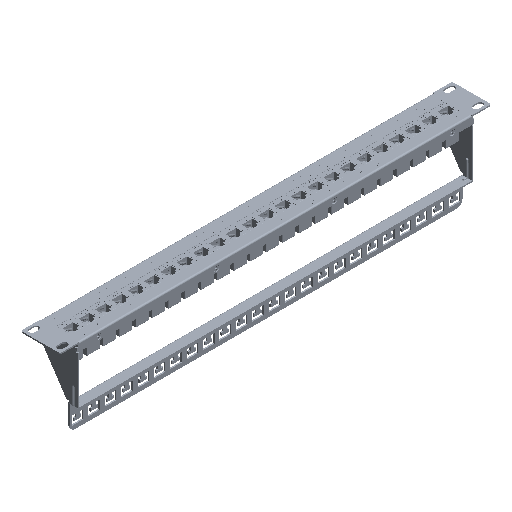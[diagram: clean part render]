
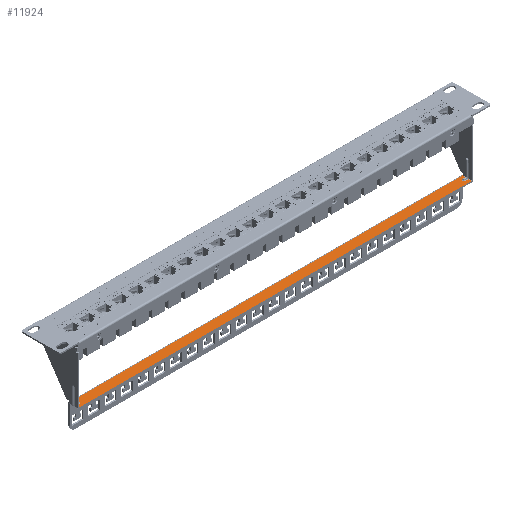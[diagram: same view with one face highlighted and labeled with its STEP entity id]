
A CAD part, isometric view. The second image highlights one B-rep face of the part: STEP entity #11924.
In plain terms, the highlighted face is planar.
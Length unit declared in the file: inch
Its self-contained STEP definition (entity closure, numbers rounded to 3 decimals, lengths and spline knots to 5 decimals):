
#534 = VERTEX_POINT ( 'NONE', #57382 ) ;
#583 = DIRECTION ( 'NONE',  ( 0., 0., -1. ) ) ;
#4187 = CARTESIAN_POINT ( 'NONE',  ( 8.64, -0.48, 0. ) ) ;
#4828 = AXIS2_PLACEMENT_3D ( 'NONE', #60419, #583, #100769 ) ;
#5025 = VECTOR ( 'NONE', #7047, 39.37008 ) ;
#5853 = CARTESIAN_POINT ( 'NONE',  ( -8.64, -0.0698, 0. ) ) ;
#7047 = DIRECTION ( 'NONE',  ( 0., 1., 0. ) ) ;
#7852 = ORIENTED_EDGE ( 'NONE', *, *, #34078, .T. ) ;
#8038 = ORIENTED_EDGE ( 'NONE', *, *, #110027, .F. ) ;
#8369 = CARTESIAN_POINT ( 'NONE',  ( -8.4345, -0.2844, 0. ) ) ;
#9244 = VECTOR ( 'NONE', #106274, 39.37008 ) ;
#9594 = DIRECTION ( 'NONE',  ( 1., 0., 0. ) ) ;
#11924 = ADVANCED_FACE ( 'NONE', ( #48802 ), #62969, .F. ) ;
#12795 = EDGE_CURVE ( 'NONE', #84735, #77909, #123912, .T. ) ;
#13547 = ORIENTED_EDGE ( 'NONE', *, *, #76896, .F. ) ;
#15785 = CARTESIAN_POINT ( 'NONE',  ( 8.65, -0.48, 0. ) ) ;
#16015 = CARTESIAN_POINT ( 'NONE',  ( 8.4345, -0.2844, 0. ) ) ;
#18493 = DIRECTION ( 'NONE',  ( 0., 0., -1. ) ) ;
#19320 = DIRECTION ( 'NONE',  ( 1., 0., 0. ) ) ;
#21002 = LINE ( 'NONE', #99230, #75688 ) ;
#21964 = ORIENTED_EDGE ( 'NONE', *, *, #66562, .F. ) ;
#22942 = EDGE_CURVE ( 'NONE', #123539, #120509, #65901, .T. ) ;
#23113 = EDGE_CURVE ( 'NONE', #48660, #54948, #21002, .T. ) ;
#24092 = VERTEX_POINT ( 'NONE', #109486 ) ;
#24662 = CARTESIAN_POINT ( 'NONE',  ( 8.4345, -0.3124, 0. ) ) ;
#25588 = LINE ( 'NONE', #64119, #115043 ) ;
#25949 = CARTESIAN_POINT ( 'NONE',  ( 8.65, -0.48, 0. ) ) ;
#26597 = VECTOR ( 'NONE', #64422, 39.37008 ) ;
#28225 = DIRECTION ( 'NONE',  ( -1., 0., 0. ) ) ;
#32198 = CARTESIAN_POINT ( 'NONE',  ( 8.64, -0.0698, 0. ) ) ;
#33433 = LINE ( 'NONE', #5853, #72483 ) ;
#33500 = VERTEX_POINT ( 'NONE', #32198 ) ;
#34078 = EDGE_CURVE ( 'NONE', #123539, #98947, #77662, .T. ) ;
#35487 = ORIENTED_EDGE ( 'NONE', *, *, #103936, .F. ) ;
#37742 = CARTESIAN_POINT ( 'NONE',  ( -8.4905, -0.2844, 0. ) ) ;
#38275 = CIRCLE ( 'NONE', #68356, 0.056 ) ;
#39351 = CARTESIAN_POINT ( 'NONE',  ( -8.4905, -0.3404, 0. ) ) ;
#40307 = AXIS2_PLACEMENT_3D ( 'NONE', #15785, #116920, #108104 ) ;
#40531 = EDGE_CURVE ( 'NONE', #76024, #68212, #25588, .T. ) ;
#40897 = EDGE_CURVE ( 'NONE', #33500, #534, #100770, .T. ) ;
#41027 = VERTEX_POINT ( 'NONE', #8369 ) ;
#41060 = EDGE_CURVE ( 'NONE', #24092, #120509, #64503, .T. ) ;
#41976 = EDGE_LOOP ( 'NONE', ( #13547, #54685, #35487, #122196, #21964, #65636, #8038, #42369, #75732, #55994, #103601, #7852, #78272, #118627, #86893, #84018 ) ) ;
#42369 = ORIENTED_EDGE ( 'NONE', *, *, #12795, .T. ) ;
#45406 = CARTESIAN_POINT ( 'NONE',  ( 8.64, -0.48, 0. ) ) ;
#47238 = CARTESIAN_POINT ( 'NONE',  ( -8.4345, -0.48, 0. ) ) ;
#48173 = DIRECTION ( 'NONE',  ( 1., 0., 0. ) ) ;
#48660 = VERTEX_POINT ( 'NONE', #99182 ) ;
#48802 = FACE_OUTER_BOUND ( 'NONE', #41976, .T. ) ;
#50455 = EDGE_CURVE ( 'NONE', #57894, #103478, #109363, .T. ) ;
#53865 = CIRCLE ( 'NONE', #127012, 0.056 ) ;
#54685 = ORIENTED_EDGE ( 'NONE', *, *, #23113, .T. ) ;
#54948 = VERTEX_POINT ( 'NONE', #117034 ) ;
#55994 = ORIENTED_EDGE ( 'NONE', *, *, #41060, .T. ) ;
#57382 = CARTESIAN_POINT ( 'NONE',  ( -8.64, -0.0698, 0. ) ) ;
#57872 = CARTESIAN_POINT ( 'NONE',  ( 8.4345, -0.2654, 0. ) ) ;
#57894 = VERTEX_POINT ( 'NONE', #92019 ) ;
#58481 = CARTESIAN_POINT ( 'NONE',  ( -8.4345, -0.2654, 0. ) ) ;
#58653 = LINE ( 'NONE', #4187, #87007 ) ;
#60419 = CARTESIAN_POINT ( 'NONE',  ( 8.4905, -0.2844, 0. ) ) ;
#62969 = PLANE ( 'NONE',  #40307 ) ;
#64119 = CARTESIAN_POINT ( 'NONE',  ( -8.4625, -0.3404, 0. ) ) ;
#64422 = DIRECTION ( 'NONE',  ( 0., -1., 0. ) ) ;
#64503 = LINE ( 'NONE', #110388, #78581 ) ;
#65636 = ORIENTED_EDGE ( 'NONE', *, *, #50455, .T. ) ;
#65681 = CARTESIAN_POINT ( 'NONE',  ( 8.65, -0.0698, 0. ) ) ;
#65901 = LINE ( 'NONE', #45406, #9244 ) ;
#66525 = DIRECTION ( 'NONE',  ( -1., 0., 0. ) ) ;
#66562 = EDGE_CURVE ( 'NONE', #57894, #33500, #58653, .T. ) ;
#67006 = DIRECTION ( 'NONE',  ( -1., 0., 0. ) ) ;
#68212 = VERTEX_POINT ( 'NONE', #39351 ) ;
#68218 = VECTOR ( 'NONE', #67006, 39.37008 ) ;
#68356 = AXIS2_PLACEMENT_3D ( 'NONE', #90975, #110727, #9594 ) ;
#68622 = CARTESIAN_POINT ( 'NONE',  ( -8.64, -0.3404, 0. ) ) ;
#68805 = DIRECTION ( 'NONE',  ( 0., 0., -1. ) ) ;
#72483 = VECTOR ( 'NONE', #96456, 39.37008 ) ;
#72905 = EDGE_CURVE ( 'NONE', #41027, #68212, #102659, .T. ) ;
#74032 = VECTOR ( 'NONE', #66525, 39.37008 ) ;
#74984 = EDGE_CURVE ( 'NONE', #76024, #98947, #33433, .T. ) ;
#75688 = VECTOR ( 'NONE', #28225, 39.37008 ) ;
#75732 = ORIENTED_EDGE ( 'NONE', *, *, #92380, .F. ) ;
#75826 = EDGE_CURVE ( 'NONE', #41027, #95223, #108398, .T. ) ;
#76024 = VERTEX_POINT ( 'NONE', #68622 ) ;
#76896 = EDGE_CURVE ( 'NONE', #48660, #95223, #53865, .T. ) ;
#77662 = LINE ( 'NONE', #25949, #68218 ) ;
#77909 = VERTEX_POINT ( 'NONE', #16015 ) ;
#78080 = DIRECTION ( 'NONE',  ( -1., 0., 0. ) ) ;
#78272 = ORIENTED_EDGE ( 'NONE', *, *, #74984, .F. ) ;
#78581 = VECTOR ( 'NONE', #19320, 39.37008 ) ;
#82041 = LINE ( 'NONE', #111870, #129219 ) ;
#84018 = ORIENTED_EDGE ( 'NONE', *, *, #75826, .T. ) ;
#84735 = VERTEX_POINT ( 'NONE', #57872 ) ;
#86893 = ORIENTED_EDGE ( 'NONE', *, *, #72905, .F. ) ;
#87007 = VECTOR ( 'NONE', #104844, 39.37008 ) ;
#87945 = AXIS2_PLACEMENT_3D ( 'NONE', #37742, #68805, #118907 ) ;
#89832 = CARTESIAN_POINT ( 'NONE',  ( -8.4905, -0.2654, 0. ) ) ;
#90975 = CARTESIAN_POINT ( 'NONE',  ( 8.4905, -0.2654, 0. ) ) ;
#92019 = CARTESIAN_POINT ( 'NONE',  ( 8.64, -0.2094, 0. ) ) ;
#92380 = EDGE_CURVE ( 'NONE', #24092, #77909, #114915, .T. ) ;
#94830 = CARTESIAN_POINT ( 'NONE',  ( -8.64, -0.48, 0. ) ) ;
#95223 = VERTEX_POINT ( 'NONE', #58481 ) ;
#96456 = DIRECTION ( 'NONE',  ( 0., -1., 0. ) ) ;
#98947 = VERTEX_POINT ( 'NONE', #94830 ) ;
#99182 = CARTESIAN_POINT ( 'NONE',  ( -8.4905, -0.2094, 0. ) ) ;
#99230 = CARTESIAN_POINT ( 'NONE',  ( -8.64, -0.2094, 0. ) ) ;
#100769 = DIRECTION ( 'NONE',  ( 1., 0., 0. ) ) ;
#100770 = LINE ( 'NONE', #65681, #74032 ) ;
#102297 = CARTESIAN_POINT ( 'NONE',  ( 8.4905, -0.2094, 0. ) ) ;
#102659 = CIRCLE ( 'NONE', #87945, 0.056 ) ;
#103478 = VERTEX_POINT ( 'NONE', #102297 ) ;
#103601 = ORIENTED_EDGE ( 'NONE', *, *, #22942, .F. ) ;
#103936 = EDGE_CURVE ( 'NONE', #534, #54948, #82041, .T. ) ;
#104158 = CARTESIAN_POINT ( 'NONE',  ( 8.64, -0.3404, 0. ) ) ;
#104844 = DIRECTION ( 'NONE',  ( 0., 1., 0. ) ) ;
#106274 = DIRECTION ( 'NONE',  ( 0., 1., 0. ) ) ;
#108104 = DIRECTION ( 'NONE',  ( 1., 0., 0. ) ) ;
#108398 = LINE ( 'NONE', #47238, #5025 ) ;
#108744 = DIRECTION ( 'NONE',  ( 0., -1., 0. ) ) ;
#109363 = LINE ( 'NONE', #119844, #118851 ) ;
#109486 = CARTESIAN_POINT ( 'NONE',  ( 8.4905, -0.3404, 0. ) ) ;
#110027 = EDGE_CURVE ( 'NONE', #84735, #103478, #38275, .T. ) ;
#110388 = CARTESIAN_POINT ( 'NONE',  ( 8.65, -0.3404, 0. ) ) ;
#110727 = DIRECTION ( 'NONE',  ( 0., 0., -1. ) ) ;
#111870 = CARTESIAN_POINT ( 'NONE',  ( -8.64, -0.0698, 0. ) ) ;
#114915 = CIRCLE ( 'NONE', #4828, 0.056 ) ;
#115043 = VECTOR ( 'NONE', #127307, 39.37008 ) ;
#116920 = DIRECTION ( 'NONE',  ( 0., 0., 1. ) ) ;
#117034 = CARTESIAN_POINT ( 'NONE',  ( -8.64, -0.2094, 0. ) ) ;
#118627 = ORIENTED_EDGE ( 'NONE', *, *, #40531, .T. ) ;
#118851 = VECTOR ( 'NONE', #78080, 39.37008 ) ;
#118907 = DIRECTION ( 'NONE',  ( 1., 0., 0. ) ) ;
#119844 = CARTESIAN_POINT ( 'NONE',  ( 8.65, -0.2094, 0. ) ) ;
#120509 = VERTEX_POINT ( 'NONE', #104158 ) ;
#122196 = ORIENTED_EDGE ( 'NONE', *, *, #40897, .F. ) ;
#123539 = VERTEX_POINT ( 'NONE', #126873 ) ;
#123912 = LINE ( 'NONE', #24662, #26597 ) ;
#126873 = CARTESIAN_POINT ( 'NONE',  ( 8.64, -0.48, 0. ) ) ;
#127012 = AXIS2_PLACEMENT_3D ( 'NONE', #89832, #18493, #48173 ) ;
#127307 = DIRECTION ( 'NONE',  ( 1., 0., 0. ) ) ;
#129219 = VECTOR ( 'NONE', #108744, 39.37008 ) ;
